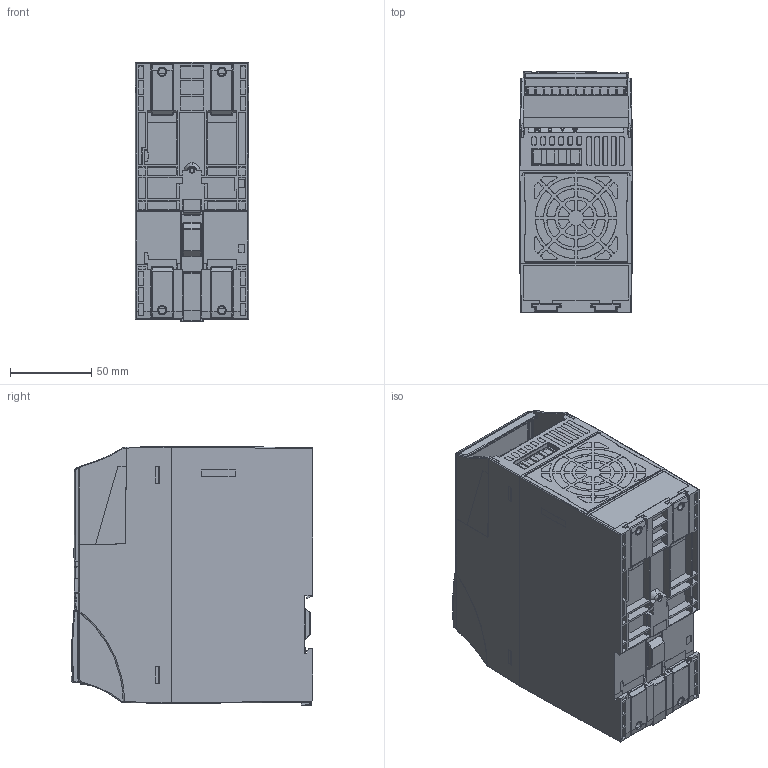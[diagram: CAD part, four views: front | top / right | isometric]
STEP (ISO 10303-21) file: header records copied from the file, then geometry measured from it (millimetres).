
FILE_DESCRIPTION (( 'STEP AP214' ), '1' );
FILE_NAME ('CFW320A04P2S1NB20.STEP', '2025-01-02T18:13:54', ( '' ), ( '' ), 'SwSTEP 2.0', 'SolidWorks 2021', '' );
FILE_SCHEMA (( 'AUTOMOTIVE_DESIGN' ));
Length unit declared in the file: inch
Products named in the file (1): CFW320A04P2S1NB20
Bounding box: 69.94 x 148.34 x 159.24 mm (x, y, z)
Volume: 249760.1 mm3; surface area: 199348.5 mm2
Topology: 6 solids, 21 shells, 3715 faces, 9759 edges, 6230 vertices
Faces by surface type: plane 1587, bspline 1200, cylinder 853, cone 75
Entity records: 145825 total; most frequent: CARTESIAN_POINT 63336, ORIENTED_EDGE 19414, DIRECTION 13785, EDGE_CURVE 9707, VERTEX_POINT 6230, VECTOR 5247, LINE 5247, AXIS2_PLACEMENT_3D 4269
